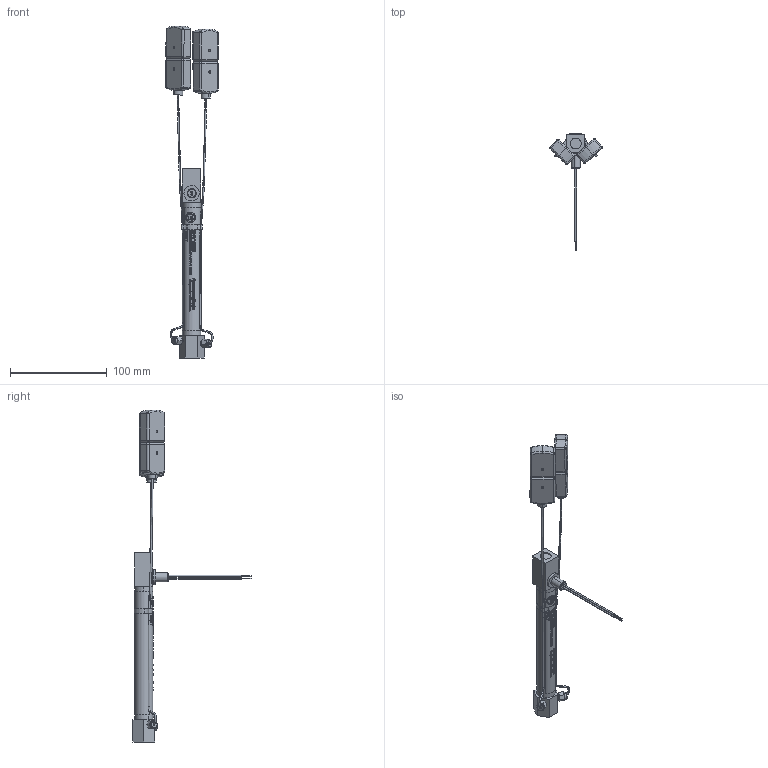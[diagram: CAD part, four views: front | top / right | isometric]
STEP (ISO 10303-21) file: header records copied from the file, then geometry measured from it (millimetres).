
FILE_DESCRIPTION (( 'STEP AP203' ), '1' );
FILE_NAME ('HT075 1-4F 3-8F TF2 SEP2017 203.STEP', '2017-09-01T18:34:03', ( '' ), ( '' ), 'SwSTEP 2.0', 'SolidWorks 2017', '' );
FILE_SCHEMA (( 'CONFIG_CONTROL_DESIGN' ));
Length unit declared in the file: inch
Products named in the file (1): HT075 1-4F 3-8F TF2 SEP2017 203
Bounding box: 54.18 x 121.72 x 342.34 mm (x, y, z)
Volume: 69291.8 mm3; surface area: 47054.9 mm2
Topology: 100 solids, 100 shells, 1685 faces, 4338 edges, 2830 vertices
Faces by surface type: plane 686, bspline 482, cylinder 477, cone 32, torus 8
Entity records: 58459 total; most frequent: CARTESIAN_POINT 21290, ORIENTED_EDGE 8620, DIRECTION 6248, EDGE_CURVE 4310, VERTEX_POINT 2834, AXIS2_PLACEMENT_3D 2140, VECTOR 1968, LINE 1968
